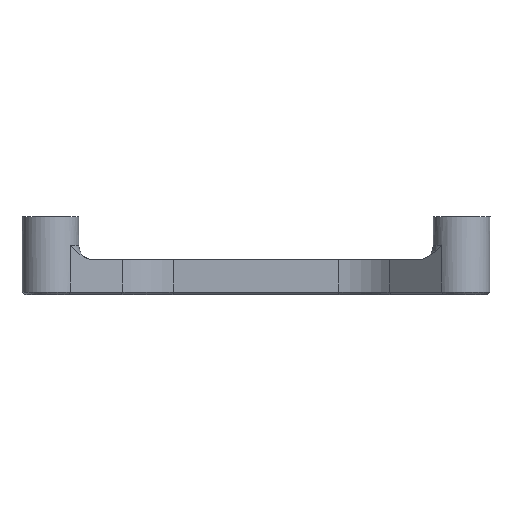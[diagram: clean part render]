
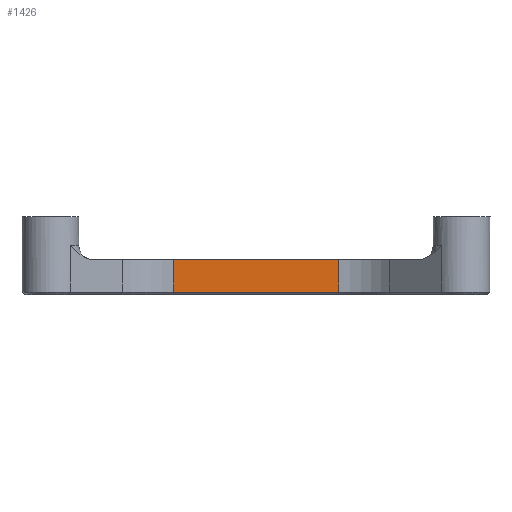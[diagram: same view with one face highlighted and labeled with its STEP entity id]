
A CAD part, left-side view. The second image highlights one B-rep face of the part: STEP entity #1426.
In plain terms, the highlighted planar face has unit normal (-1, 0, 0).
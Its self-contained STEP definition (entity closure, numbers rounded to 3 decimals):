
#202=FACE_OUTER_BOUND('',#293,.T.);
#293=EDGE_LOOP('',(#1141,#1142,#1143,#1144));
#408=LINE('',#2298,#532);
#424=LINE('',#2364,#548);
#425=LINE('',#2368,#549);
#426=LINE('',#2369,#550);
#532=VECTOR('',#1852,10.);
#548=VECTOR('',#1900,10.);
#549=VECTOR('',#1905,10.);
#550=VECTOR('',#1906,10.);
#662=VERTEX_POINT('',#2292);
#663=VERTEX_POINT('',#2296);
#677=VERTEX_POINT('',#2363);
#678=VERTEX_POINT('',#2367);
#823=EDGE_CURVE('',#663,#662,#408,.T.);
#847=EDGE_CURVE('',#662,#677,#424,.T.);
#849=EDGE_CURVE('',#678,#663,#425,.T.);
#850=EDGE_CURVE('',#678,#677,#426,.T.);
#1141=ORIENTED_EDGE('',*,*,#823,.F.);
#1142=ORIENTED_EDGE('',*,*,#849,.F.);
#1143=ORIENTED_EDGE('',*,*,#850,.T.);
#1144=ORIENTED_EDGE('',*,*,#847,.F.);
#1365=PLANE('',#1570);
#1426=ADVANCED_FACE('',(#202),#1365,.T.);
#1570=AXIS2_PLACEMENT_3D('',#2366,#1903,#1904);
#1852=DIRECTION('',(0.,1.,0.));
#1900=DIRECTION('',(0.,0.,1.));
#1903=DIRECTION('center_axis',(-1.,0.,0.));
#1904=DIRECTION('ref_axis',(0.,1.,0.));
#1905=DIRECTION('',(0.,0.,-1.));
#1906=DIRECTION('',(0.,1.,0.));
#2292=CARTESIAN_POINT('',(-17.,11.701,-4.6));
#2296=CARTESIAN_POINT('',(-17.,-11.701,-4.6));
#2298=CARTESIAN_POINT('',(-17.,-7.922,-4.6));
#2363=CARTESIAN_POINT('',(-17.,11.701,0.));
#2364=CARTESIAN_POINT('',(-17.,11.701,0.));
#2366=CARTESIAN_POINT('Origin',(-17.,-15.843,0.));
#2367=CARTESIAN_POINT('',(-17.,-11.701,0.));
#2368=CARTESIAN_POINT('',(-17.,-11.701,0.));
#2369=CARTESIAN_POINT('',(-17.,-28.5,0.));
